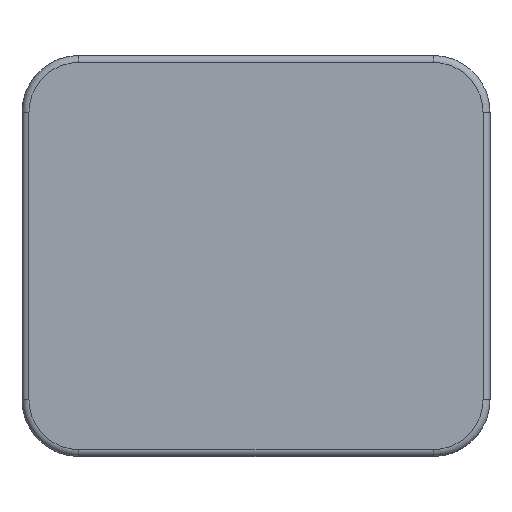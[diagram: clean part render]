
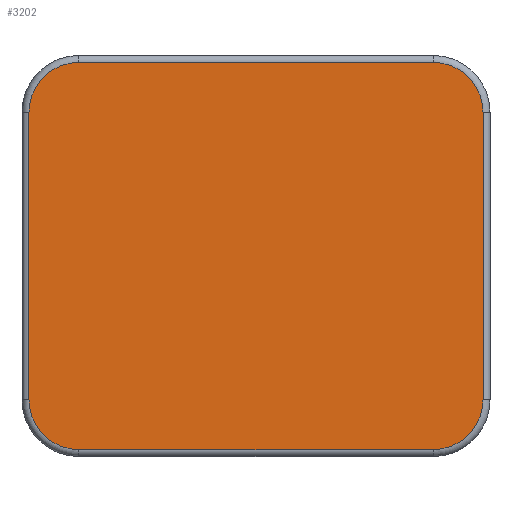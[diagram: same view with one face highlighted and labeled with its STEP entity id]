
A CAD part, front view. The second image highlights one B-rep face of the part: STEP entity #3202.
In plain terms, the highlighted planar face has unit normal (0, -1, 0).
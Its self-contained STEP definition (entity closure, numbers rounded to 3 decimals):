
#822=FACE_OUTER_BOUND('',#1110,.T.);
#1110=EDGE_LOOP('',(#2495,#2496,#2497,#2498,#2499,#2500,#2501,#2502));
#1393=LINE('',#4608,#1433);
#1394=LINE('',#4619,#1434);
#1396=LINE('',#4631,#1436);
#1398=LINE('',#4643,#1438);
#1433=VECTOR('',#3886,10.);
#1434=VECTOR('',#3899,10.);
#1436=VECTOR('',#3913,10.);
#1438=VECTOR('',#3927,10.);
#1478=CIRCLE('',#3441,5.715);
#1482=CIRCLE('',#3447,5.715);
#1486=CIRCLE('',#3453,5.715);
#1489=CIRCLE('',#3458,5.715);
#1586=VERTEX_POINT('',#4601);
#1589=VERTEX_POINT('',#4606);
#1591=VERTEX_POINT('',#4611);
#1593=VERTEX_POINT('',#4617);
#1595=VERTEX_POINT('',#4623);
#1597=VERTEX_POINT('',#4629);
#1599=VERTEX_POINT('',#4635);
#1601=VERTEX_POINT('',#4641);
#1902=EDGE_CURVE('',#1589,#1586,#1393,.T.);
#1904=EDGE_CURVE('',#1591,#1589,#1478,.T.);
#1907=EDGE_CURVE('',#1593,#1591,#1394,.T.);
#1910=EDGE_CURVE('',#1595,#1593,#1482,.T.);
#1913=EDGE_CURVE('',#1597,#1595,#1396,.T.);
#1916=EDGE_CURVE('',#1599,#1597,#1486,.T.);
#1919=EDGE_CURVE('',#1601,#1599,#1398,.T.);
#1921=EDGE_CURVE('',#1586,#1601,#1489,.T.);
#2495=ORIENTED_EDGE('',*,*,#1902,.F.);
#2496=ORIENTED_EDGE('',*,*,#1904,.F.);
#2497=ORIENTED_EDGE('',*,*,#1907,.F.);
#2498=ORIENTED_EDGE('',*,*,#1910,.F.);
#2499=ORIENTED_EDGE('',*,*,#1913,.F.);
#2500=ORIENTED_EDGE('',*,*,#1916,.F.);
#2501=ORIENTED_EDGE('',*,*,#1919,.F.);
#2502=ORIENTED_EDGE('',*,*,#1921,.F.);
#3171=PLANE('',#3527);
#3202=ADVANCED_FACE('',(#822),#3171,.T.);
#3441=AXIS2_PLACEMENT_3D('',#4613,#3891,#3892);
#3447=AXIS2_PLACEMENT_3D('',#4625,#3905,#3906);
#3453=AXIS2_PLACEMENT_3D('',#4637,#3919,#3920);
#3458=AXIS2_PLACEMENT_3D('',#4646,#3931,#3932);
#3527=AXIS2_PLACEMENT_3D('',#4783,#4074,#4075);
#3886=DIRECTION('',(-1.,0.,0.));
#3891=DIRECTION('center_axis',(0.,1.,0.));
#3892=DIRECTION('ref_axis',(0.707,0.,-0.707));
#3899=DIRECTION('',(0.,0.,-1.));
#3905=DIRECTION('center_axis',(0.,1.,0.));
#3906=DIRECTION('ref_axis',(0.707,0.,0.707));
#3913=DIRECTION('',(1.,0.,0.));
#3919=DIRECTION('center_axis',(0.,1.,0.));
#3920=DIRECTION('ref_axis',(-0.707,0.,0.707));
#3927=DIRECTION('',(0.,0.,1.));
#3931=DIRECTION('center_axis',(0.,1.,0.));
#3932=DIRECTION('ref_axis',(-0.707,0.,-0.707));
#4074=DIRECTION('center_axis',(0.,-1.,0.));
#4075=DIRECTION('ref_axis',(1.,0.,0.));
#4601=CARTESIAN_POINT('',(-7.377,-120.18,-17.134));
#4606=CARTESIAN_POINT('',(33.327,-120.18,-17.134));
#4608=CARTESIAN_POINT('',(2.799,-120.18,-17.134));
#4611=CARTESIAN_POINT('',(39.042,-120.18,-11.419));
#4613=CARTESIAN_POINT('Origin',(33.327,-120.18,-11.419));
#4617=CARTESIAN_POINT('',(39.042,-120.18,21.601));
#4619=CARTESIAN_POINT('',(39.042,-120.18,-3.164));
#4623=CARTESIAN_POINT('',(33.327,-120.18,27.316));
#4625=CARTESIAN_POINT('Origin',(33.327,-120.18,21.601));
#4629=CARTESIAN_POINT('',(-7.377,-120.18,27.316));
#4631=CARTESIAN_POINT('',(23.151,-120.18,27.316));
#4635=CARTESIAN_POINT('',(-13.092,-120.18,21.601));
#4637=CARTESIAN_POINT('Origin',(-7.377,-120.18,21.601));
#4641=CARTESIAN_POINT('',(-13.092,-120.18,-11.419));
#4643=CARTESIAN_POINT('',(-13.092,-120.18,13.346));
#4646=CARTESIAN_POINT('Origin',(-7.377,-120.18,-11.419));
#4783=CARTESIAN_POINT('Origin',(12.975,-120.18,5.091));
